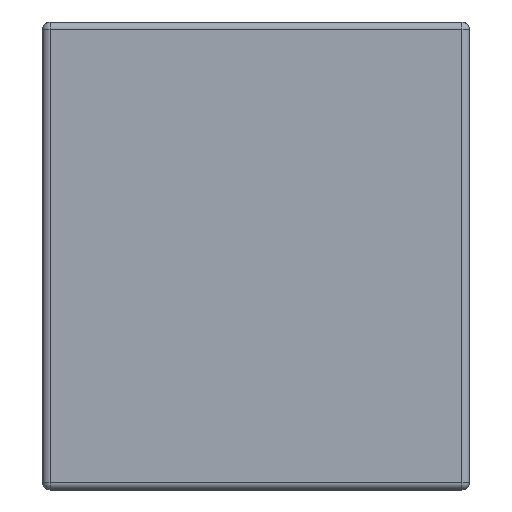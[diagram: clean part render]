
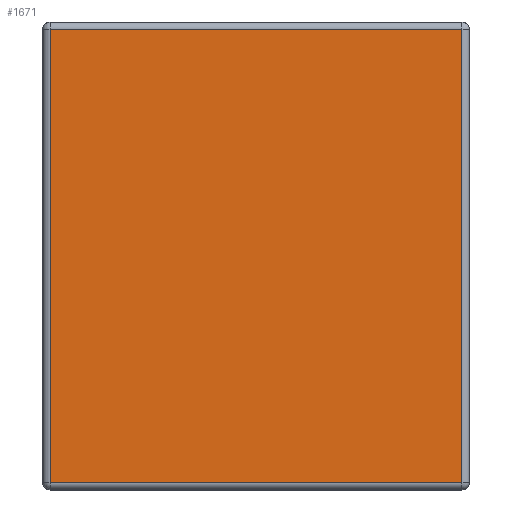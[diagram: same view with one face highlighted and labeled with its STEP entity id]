
A CAD part, left-side view. The second image highlights one B-rep face of the part: STEP entity #1671.
In plain terms, the highlighted planar face has unit normal (-1, 0, 0).
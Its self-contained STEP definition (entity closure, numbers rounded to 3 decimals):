
#31 = AXIS2_PLACEMENT_3D ( 'NONE', #1730, #576, #216 ) ;
#54 = CARTESIAN_POINT ( 'NONE',  ( -1., -0.01, -0.605 ) ) ;
#163 = EDGE_CURVE ( 'NONE', #651, #2018, #211, .T. ) ;
#211 = LINE ( 'NONE', #2427, #497 ) ;
#216 = DIRECTION ( 'NONE',  ( 0., 0., 1. ) ) ;
#220 = CARTESIAN_POINT ( 'NONE',  ( -1., 0.01, 0.625 ) ) ;
#244 = CARTESIAN_POINT ( 'NONE',  ( -1., 1.11, -0.605 ) ) ;
#246 = LINE ( 'NONE', #220, #301 ) ;
#301 = VECTOR ( 'NONE', #957, 1000. ) ;
#328 = EDGE_LOOP ( 'NONE', ( #1195, #748, #997, #1518 ) ) ;
#392 = LINE ( 'NONE', #54, #1504 ) ;
#497 = VECTOR ( 'NONE', #947, 1000. ) ;
#576 = DIRECTION ( 'NONE',  ( -1., 0., 0. ) ) ;
#601 = VERTEX_POINT ( 'NONE', #876 ) ;
#651 = VERTEX_POINT ( 'NONE', #1879 ) ;
#692 = DIRECTION ( 'NONE',  ( 0., 1., 0. ) ) ;
#748 = ORIENTED_EDGE ( 'NONE', *, *, #769, .T. ) ;
#769 = EDGE_CURVE ( 'NONE', #1018, #601, #246, .T. ) ;
#876 = CARTESIAN_POINT ( 'NONE',  ( -1., 0.01, 0.605 ) ) ;
#905 = EDGE_CURVE ( 'NONE', #601, #651, #2200, .T. ) ;
#947 = DIRECTION ( 'NONE',  ( 0., 0., -1. ) ) ;
#957 = DIRECTION ( 'NONE',  ( 0., 0., 1. ) ) ;
#997 = ORIENTED_EDGE ( 'NONE', *, *, #905, .T. ) ;
#1018 = VERTEX_POINT ( 'NONE', #1022 ) ;
#1022 = CARTESIAN_POINT ( 'NONE',  ( -1., 0.01, -0.605 ) ) ;
#1163 = DIRECTION ( 'NONE',  ( 0., -1., 0. ) ) ;
#1195 = ORIENTED_EDGE ( 'NONE', *, *, #1978, .T. ) ;
#1504 = VECTOR ( 'NONE', #1163, 1000. ) ;
#1518 = ORIENTED_EDGE ( 'NONE', *, *, #163, .T. ) ;
#1671 = ADVANCED_FACE ( 'NONE', ( #1909 ), #2075, .T. ) ;
#1682 = CARTESIAN_POINT ( 'NONE',  ( -1., -0.01, 0.605 ) ) ;
#1730 = CARTESIAN_POINT ( 'NONE',  ( -1., -0.01, -0.625 ) ) ;
#1879 = CARTESIAN_POINT ( 'NONE',  ( -1., 1.11, 0.605 ) ) ;
#1896 = VECTOR ( 'NONE', #692, 1000. ) ;
#1909 = FACE_OUTER_BOUND ( 'NONE', #328, .T. ) ;
#1978 = EDGE_CURVE ( 'NONE', #2018, #1018, #392, .T. ) ;
#2018 = VERTEX_POINT ( 'NONE', #244 ) ;
#2075 = PLANE ( 'NONE',  #31 ) ;
#2200 = LINE ( 'NONE', #1682, #1896 ) ;
#2427 = CARTESIAN_POINT ( 'NONE',  ( -1., 1.11, -0.625 ) ) ;
